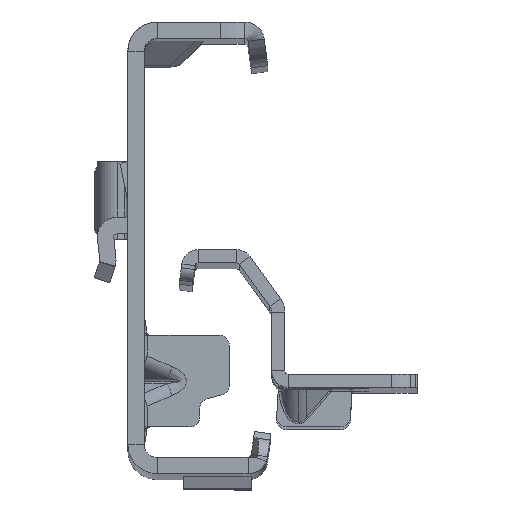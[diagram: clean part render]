
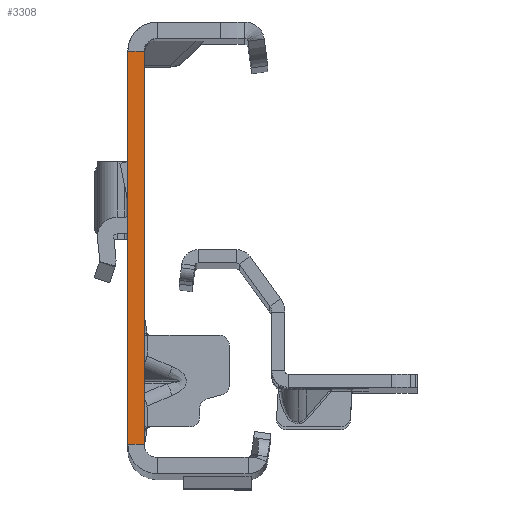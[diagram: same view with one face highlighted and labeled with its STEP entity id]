
A CAD part, top view. The second image highlights one B-rep face of the part: STEP entity #3308.
In plain terms, the highlighted planar face has unit normal (0, 0, 1).
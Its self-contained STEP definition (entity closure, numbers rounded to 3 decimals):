
#33 = CARTESIAN_POINT ( 'NONE',  ( 0., -30., 0. ) ) ;
#377 = VECTOR ( 'NONE', #16079, 1000. ) ;
#997 = CARTESIAN_POINT ( 'NONE',  ( 0., -30., 0. ) ) ;
#1238 = LINE ( 'NONE', #33, #1833 ) ;
#1478 = DIRECTION ( 'NONE',  ( 1., 0., 0. ) ) ;
#1537 = AXIS2_PLACEMENT_3D ( 'NONE', #12459, #4185, #1478 ) ;
#1833 = VECTOR ( 'NONE', #5568, 1000. ) ;
#2142 = CARTESIAN_POINT ( 'NONE',  ( 0., -32., 0. ) ) ;
#2470 = ORIENTED_EDGE ( 'NONE', *, *, #13121, .F. ) ;
#2980 = EDGE_CURVE ( 'NONE', #16092, #13618, #17361, .T. ) ;
#3308 = ADVANCED_FACE ( 'NONE', ( #9140 ), #13666, .T. ) ;
#4185 = DIRECTION ( 'NONE',  ( 0., 0., 1. ) ) ;
#4393 = EDGE_LOOP ( 'NONE', ( #16842, #10405, #11619, #2470 ) ) ;
#5568 = DIRECTION ( 'NONE',  ( -1., 0., 0. ) ) ;
#6843 = VECTOR ( 'NONE', #7812, 1000. ) ;
#7065 = EDGE_CURVE ( 'NONE', #7851, #12753, #10283, .T. ) ;
#7365 = CARTESIAN_POINT ( 'NONE',  ( -2.5, -30., 0. ) ) ;
#7472 = CARTESIAN_POINT ( 'NONE',  ( -2.5, -32., 0. ) ) ;
#7812 = DIRECTION ( 'NONE',  ( -1., 0., 0. ) ) ;
#7851 = VERTEX_POINT ( 'NONE', #13486 ) ;
#8923 = VECTOR ( 'NONE', #17034, 1000. ) ;
#9140 = FACE_OUTER_BOUND ( 'NONE', #4393, .T. ) ;
#10283 = LINE ( 'NONE', #7472, #8923 ) ;
#10405 = ORIENTED_EDGE ( 'NONE', *, *, #15812, .T. ) ;
#11619 = ORIENTED_EDGE ( 'NONE', *, *, #7065, .T. ) ;
#12062 = LINE ( 'NONE', #16108, #6843 ) ;
#12459 = CARTESIAN_POINT ( 'NONE',  ( -2.5, -32., 0. ) ) ;
#12753 = VERTEX_POINT ( 'NONE', #7365 ) ;
#13121 = EDGE_CURVE ( 'NONE', #13618, #12753, #1238, .T. ) ;
#13486 = CARTESIAN_POINT ( 'NONE',  ( -2.5, 30., 0. ) ) ;
#13618 = VERTEX_POINT ( 'NONE', #997 ) ;
#13666 = PLANE ( 'NONE',  #1537 ) ;
#14251 = CARTESIAN_POINT ( 'NONE',  ( 0., 30., 0. ) ) ;
#15812 = EDGE_CURVE ( 'NONE', #16092, #7851, #12062, .T. ) ;
#16079 = DIRECTION ( 'NONE',  ( 0., -1., 0. ) ) ;
#16092 = VERTEX_POINT ( 'NONE', #14251 ) ;
#16108 = CARTESIAN_POINT ( 'NONE',  ( 0., 30., 0. ) ) ;
#16842 = ORIENTED_EDGE ( 'NONE', *, *, #2980, .F. ) ;
#17034 = DIRECTION ( 'NONE',  ( 0., -1., 0. ) ) ;
#17361 = LINE ( 'NONE', #2142, #377 ) ;
